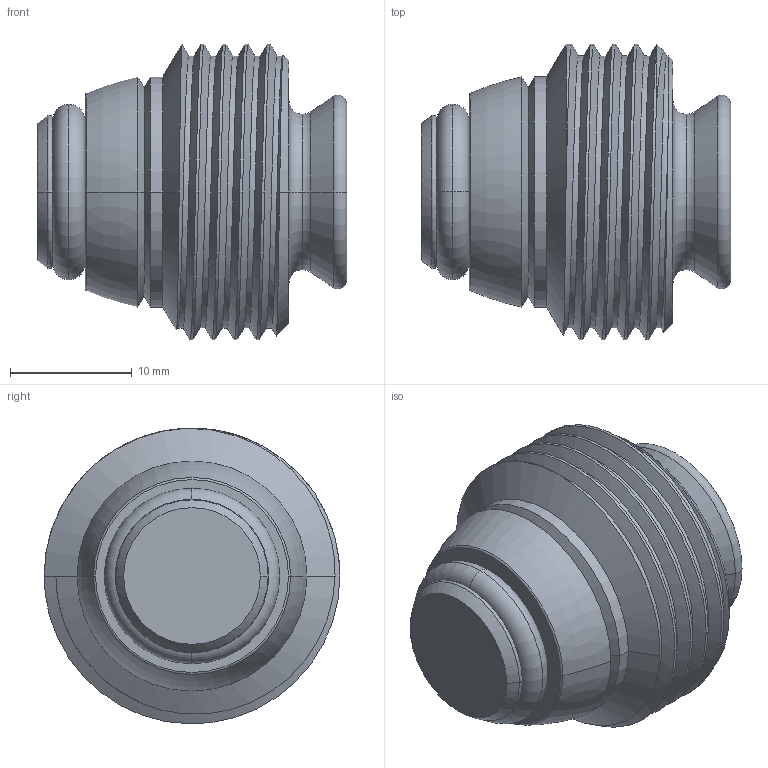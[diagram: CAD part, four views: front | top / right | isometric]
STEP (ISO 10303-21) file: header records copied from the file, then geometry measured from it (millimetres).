
FILE_DESCRIPTION (( 'STEP AP203' ), '1' );
FILE_NAME ('PLU-590BR.STEP', '2025-08-21T16:43:41', ( '' ), ( '' ), 'SwSTEP 2.0', 'SolidWorks 2018', '' );
FILE_SCHEMA (( 'CONFIG_CONTROL_DESIGN' ));
Length unit declared in the file: inch
Products named in the file (3): PRT-000840; PRT-000252; PLU-590BR
Assembly tree (2 placements, depth 2):
  PLU-590BR
    PRT-000252
    PRT-000840
Bounding box: 25.46 x 24.32 x 24.31 mm (x, y, z)
Volume: 6145.1 mm3; surface area: 3380 mm2
Topology: 2 solids, 2 shells, 75 faces, 180 edges, 110 vertices
Faces by surface type: plane 24, torus 22, cone 13, cylinder 13, bspline 3
Entity records: 3833 total; most frequent: CARTESIAN_POINT 1827, DIRECTION 373, ORIENTED_EDGE 360, EDGE_CURVE 180, AXIS2_PLACEMENT_3D 157, VERTEX_POINT 110, CIRCLE 80, EDGE_LOOP 78
